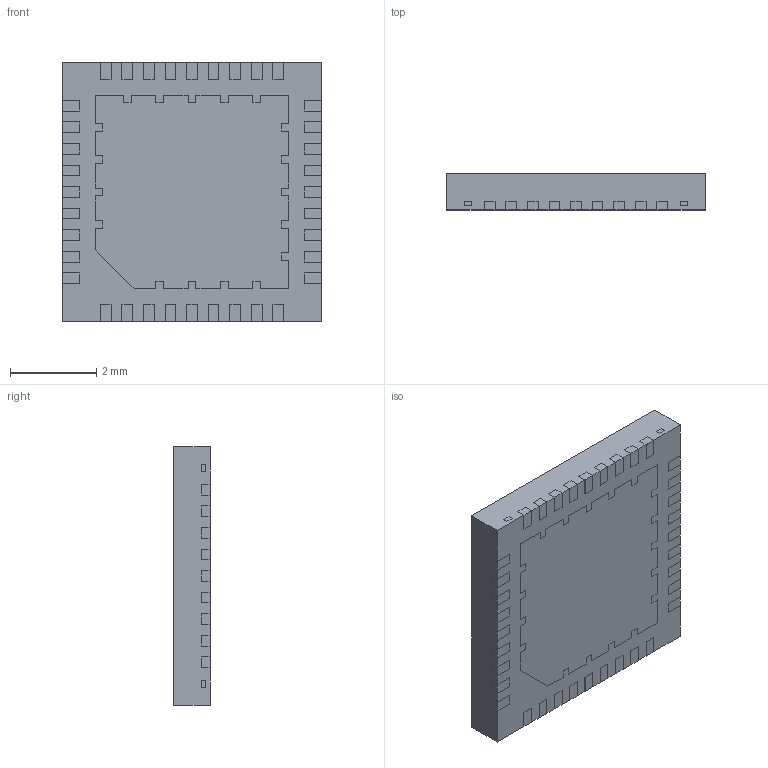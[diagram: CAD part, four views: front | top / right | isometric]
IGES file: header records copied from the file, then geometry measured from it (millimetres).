
Start section: SolidWorks IGES file using analytic representation for surfaces
Global section: file name: 6x6_36_5.IGS; native system: SolidWorks 2012; preprocessor: SolidWorks 2012; author: sw2011vm-Admin; date: 130815.103443; units: millimetre
Bounding box: 6 x 0.84 x 6 mm (x, y, z)
Surface area: 249.4 mm2 (no closed solid volume)
Topology: 0 solids, 0 shells, 1779 faces, 9634 edges, 9634 vertices
Faces by surface type: bspline 1779
